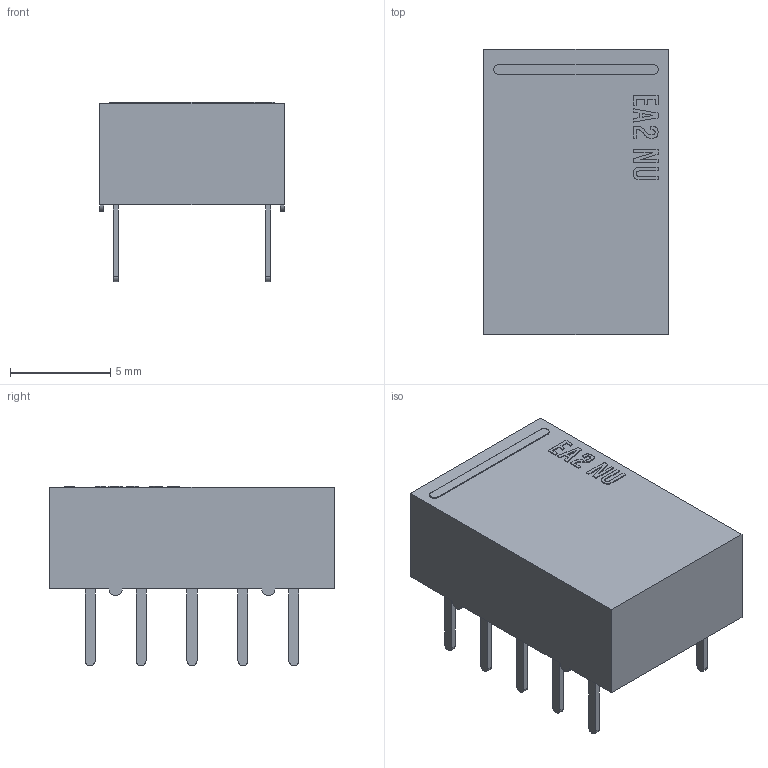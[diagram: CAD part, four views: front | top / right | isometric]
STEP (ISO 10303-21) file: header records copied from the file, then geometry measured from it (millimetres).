
FILE_DESCRIPTION(('FreeCAD Model'),'2;1');
FILE_NAME('Kemet_EA2-NU.step' ,'2019-07-22T18:39:29',('Author'),(''), 'Open CASCADE STEP processor 7.3','FreeCAD','Unknown');
FILE_SCHEMA(('AUTOMOTIVE_DESIGN { 1 0 10303 214 1 1 1 1 }'));
Length unit declared in the file: millimetre
Products named in the file (1): EA2-NU
Bounding box: 9.2 x 14.2 x 8.95 mm (x, y, z)
Volume: 658.4 mm3; surface area: 567.4 mm2
Topology: 11 solids, 11 shells, 190 faces, 472 edges, 312 vertices
Faces by surface type: plane 134, extrusion 36, cylinder 20
Entity records: 6948 total; most frequent: CARTESIAN_POINT 1191, ORIENTED_EDGE 944, DIRECTION 786, EDGE_CURVE 472, VECTOR 396, LINE 360, VERTEX_POINT 312, FACE_BOUND 198
